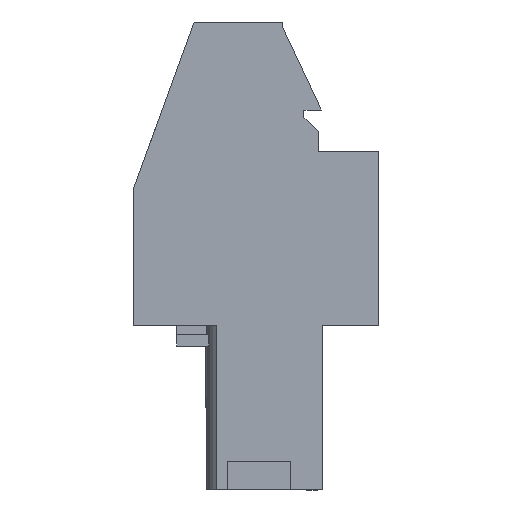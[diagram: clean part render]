
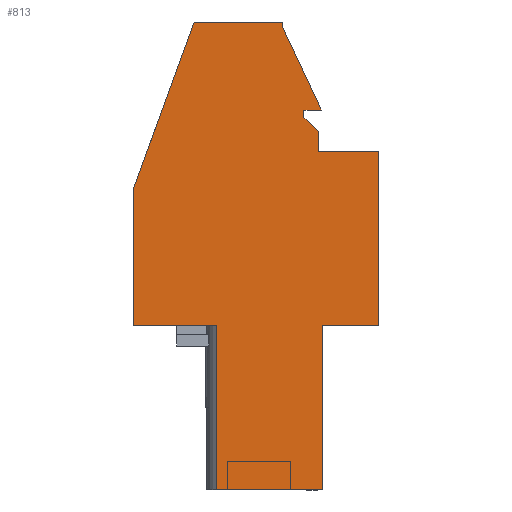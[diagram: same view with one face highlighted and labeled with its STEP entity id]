
A CAD part, left-side view. The second image highlights one B-rep face of the part: STEP entity #813.
In plain terms, the highlighted planar face has unit normal (-1, 0, 0).
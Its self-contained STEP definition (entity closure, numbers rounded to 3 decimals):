
#697=AXIS2_PLACEMENT_3D('Plane Axis2P3D',#694,#695,#696) ;
#49=CARTESIAN_POINT('Vertex',(0.,2.711,7.95)) ;
#52=CARTESIAN_POINT('Line Origine',(0.,2.711,3.975)) ;
#56=CARTESIAN_POINT('Vertex',(0.,2.711,0.)) ;
#107=CARTESIAN_POINT('Line Origine',(0.,1.356,7.95)) ;
#111=CARTESIAN_POINT('Vertex',(0.,0.,7.95)) ;
#694=CARTESIAN_POINT('Axis2P3D Location',(0.,12.132,0.)) ;
#699=CARTESIAN_POINT('Line Origine',(0.,5.261,0.)) ;
#703=CARTESIAN_POINT('Vertex',(0.,7.811,0.)) ;
#706=CARTESIAN_POINT('Line Origine',(0.,0.,12.15)) ;
#710=CARTESIAN_POINT('Vertex',(0.,0.,16.35)) ;
#713=CARTESIAN_POINT('Line Origine',(0.,1.45,16.35)) ;
#717=CARTESIAN_POINT('Vertex',(0.,2.9,16.35)) ;
#720=CARTESIAN_POINT('Line Origine',(0.,2.9,16.825)) ;
#724=CARTESIAN_POINT('Vertex',(0.,2.9,17.3)) ;
#727=CARTESIAN_POINT('Line Origine',(0.,3.25,17.65)) ;
#731=CARTESIAN_POINT('Vertex',(0.,3.6,18.)) ;
#734=CARTESIAN_POINT('Line Origine',(0.,3.6,18.175)) ;
#738=CARTESIAN_POINT('Vertex',(0.,3.6,18.35)) ;
#741=CARTESIAN_POINT('Line Origine',(0.,3.18,18.35)) ;
#745=CARTESIAN_POINT('Vertex',(0.,2.76,18.35)) ;
#748=CARTESIAN_POINT('Line Origine',(0.,3.704,20.375)) ;
#752=CARTESIAN_POINT('Vertex',(0.,4.649,22.4)) ;
#755=CARTESIAN_POINT('Line Origine',(0.,4.649,22.5)) ;
#759=CARTESIAN_POINT('Vertex',(0.,4.649,22.6)) ;
#762=CARTESIAN_POINT('Line Origine',(0.,6.778,22.6)) ;
#766=CARTESIAN_POINT('Vertex',(0.,8.908,22.6)) ;
#769=CARTESIAN_POINT('Line Origine',(0.,10.369,18.586)) ;
#773=CARTESIAN_POINT('Vertex',(0.,11.83,14.572)) ;
#776=CARTESIAN_POINT('Line Origine',(0.,11.83,11.261)) ;
#780=CARTESIAN_POINT('Vertex',(0.,11.83,7.95)) ;
#783=CARTESIAN_POINT('Line Origine',(0.,9.821,7.95)) ;
#787=CARTESIAN_POINT('Vertex',(0.,7.811,7.95)) ;
#790=CARTESIAN_POINT('Line Origine',(0.,7.811,3.975)) ;
#53=DIRECTION('Vector Direction',(0.,0.,1.)) ;
#108=DIRECTION('Vector Direction',(0.,1.,0.)) ;
#695=DIRECTION('Axis2P3D Direction',(-1.,0.,0.)) ;
#696=DIRECTION('Axis2P3D XDirection',(0.,-1.,0.)) ;
#700=DIRECTION('Vector Direction',(0.,1.,0.)) ;
#707=DIRECTION('Vector Direction',(0.,0.,1.)) ;
#714=DIRECTION('Vector Direction',(0.,1.,0.)) ;
#721=DIRECTION('Vector Direction',(0.,0.,1.)) ;
#728=DIRECTION('Vector Direction',(0.,0.707,0.707)) ;
#735=DIRECTION('Vector Direction',(0.,0.,1.)) ;
#742=DIRECTION('Vector Direction',(0.,-1.,0.)) ;
#749=DIRECTION('Vector Direction',(0.,0.423,0.906)) ;
#756=DIRECTION('Vector Direction',(0.,0.,1.)) ;
#763=DIRECTION('Vector Direction',(0.,1.,0.)) ;
#770=DIRECTION('Vector Direction',(0.,0.342,-0.94)) ;
#777=DIRECTION('Vector Direction',(0.,0.,1.)) ;
#784=DIRECTION('Vector Direction',(0.,-1.,0.)) ;
#791=DIRECTION('Vector Direction',(0.,0.,-1.)) ;
#54=VECTOR('Line Direction',#53,1.) ;
#109=VECTOR('Line Direction',#108,1.) ;
#701=VECTOR('Line Direction',#700,1.) ;
#708=VECTOR('Line Direction',#707,1.) ;
#715=VECTOR('Line Direction',#714,1.) ;
#722=VECTOR('Line Direction',#721,1.) ;
#729=VECTOR('Line Direction',#728,1.) ;
#736=VECTOR('Line Direction',#735,1.) ;
#743=VECTOR('Line Direction',#742,1.) ;
#750=VECTOR('Line Direction',#749,1.) ;
#757=VECTOR('Line Direction',#756,1.) ;
#764=VECTOR('Line Direction',#763,1.) ;
#771=VECTOR('Line Direction',#770,1.) ;
#778=VECTOR('Line Direction',#777,1.) ;
#785=VECTOR('Line Direction',#784,1.) ;
#792=VECTOR('Line Direction',#791,1.) ;
#796=ORIENTED_EDGE('',*,*,#705,.T.) ;
#797=ORIENTED_EDGE('',*,*,#58,.T.) ;
#798=ORIENTED_EDGE('',*,*,#113,.T.) ;
#799=ORIENTED_EDGE('',*,*,#712,.T.) ;
#800=ORIENTED_EDGE('',*,*,#719,.T.) ;
#801=ORIENTED_EDGE('',*,*,#726,.T.) ;
#802=ORIENTED_EDGE('',*,*,#733,.T.) ;
#803=ORIENTED_EDGE('',*,*,#740,.T.) ;
#804=ORIENTED_EDGE('',*,*,#747,.T.) ;
#805=ORIENTED_EDGE('',*,*,#754,.T.) ;
#806=ORIENTED_EDGE('',*,*,#761,.T.) ;
#807=ORIENTED_EDGE('',*,*,#768,.T.) ;
#808=ORIENTED_EDGE('',*,*,#775,.T.) ;
#809=ORIENTED_EDGE('',*,*,#782,.T.) ;
#810=ORIENTED_EDGE('',*,*,#789,.F.) ;
#811=ORIENTED_EDGE('',*,*,#794,.T.) ;
#813=ADVANCED_FACE('HOUSING',(#812),#698,.T.) ;
#58=EDGE_CURVE('',#57,#50,#55,.T.) ;
#113=EDGE_CURVE('',#50,#112,#110,.F.) ;
#705=EDGE_CURVE('',#704,#57,#702,.F.) ;
#712=EDGE_CURVE('',#112,#711,#709,.T.) ;
#719=EDGE_CURVE('',#711,#718,#716,.T.) ;
#726=EDGE_CURVE('',#718,#725,#723,.T.) ;
#733=EDGE_CURVE('',#725,#732,#730,.T.) ;
#740=EDGE_CURVE('',#732,#739,#737,.T.) ;
#747=EDGE_CURVE('',#739,#746,#744,.T.) ;
#754=EDGE_CURVE('',#746,#753,#751,.T.) ;
#761=EDGE_CURVE('',#753,#760,#758,.T.) ;
#768=EDGE_CURVE('',#760,#767,#765,.T.) ;
#775=EDGE_CURVE('',#767,#774,#772,.T.) ;
#782=EDGE_CURVE('',#774,#781,#779,.F.) ;
#789=EDGE_CURVE('',#788,#781,#786,.F.) ;
#794=EDGE_CURVE('',#788,#704,#793,.T.) ;
#795=EDGE_LOOP('',(#796,#797,#798,#799,#800,#801,#802,#803,#804,#805,#806,#807,#808,#809,#810,#811)) ;
#812=FACE_OUTER_BOUND('',#795,.T.) ;
#55=LINE('Line',#52,#54) ;
#110=LINE('Line',#107,#109) ;
#702=LINE('Line',#699,#701) ;
#709=LINE('Line',#706,#708) ;
#716=LINE('Line',#713,#715) ;
#723=LINE('Line',#720,#722) ;
#730=LINE('Line',#727,#729) ;
#737=LINE('Line',#734,#736) ;
#744=LINE('Line',#741,#743) ;
#751=LINE('Line',#748,#750) ;
#758=LINE('Line',#755,#757) ;
#765=LINE('Line',#762,#764) ;
#772=LINE('Line',#769,#771) ;
#779=LINE('Line',#776,#778) ;
#786=LINE('Line',#783,#785) ;
#793=LINE('Line',#790,#792) ;
#698=PLANE('',#697) ;
#50=VERTEX_POINT('',#49) ;
#57=VERTEX_POINT('',#56) ;
#112=VERTEX_POINT('',#111) ;
#704=VERTEX_POINT('',#703) ;
#711=VERTEX_POINT('',#710) ;
#718=VERTEX_POINT('',#717) ;
#725=VERTEX_POINT('',#724) ;
#732=VERTEX_POINT('',#731) ;
#739=VERTEX_POINT('',#738) ;
#746=VERTEX_POINT('',#745) ;
#753=VERTEX_POINT('',#752) ;
#760=VERTEX_POINT('',#759) ;
#767=VERTEX_POINT('',#766) ;
#774=VERTEX_POINT('',#773) ;
#781=VERTEX_POINT('',#780) ;
#788=VERTEX_POINT('',#787) ;
